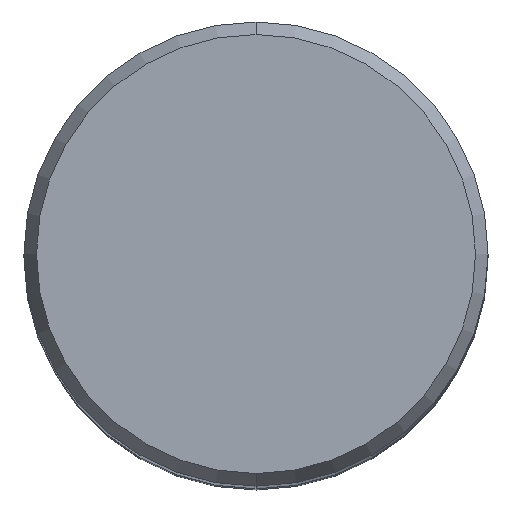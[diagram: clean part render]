
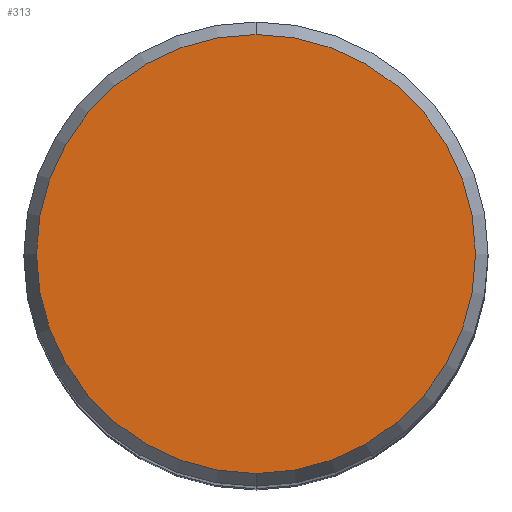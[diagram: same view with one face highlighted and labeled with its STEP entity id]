
A CAD part, top view. The second image highlights one B-rep face of the part: STEP entity #313.
In plain terms, the highlighted planar face has unit normal (0, 0, 1).
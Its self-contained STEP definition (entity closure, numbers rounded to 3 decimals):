
#203=EDGE_CURVE('',#317,#281,#430,.T.);
#281=VERTEX_POINT('',#521);
#313=ADVANCED_FACE('',(#557),#558,.T.);
#317=VERTEX_POINT('',#563);
#327=EDGE_CURVE('',#281,#317,#573,.T.);
#430=CIRCLE('',#693,12.012);
#521=CARTESIAN_POINT('',(0.0,12.012,0.01));
#557=FACE_OUTER_BOUND('',#852,.T.);
#558=PLANE('',#853);
#563=CARTESIAN_POINT('',(0.,-12.012,0.01));
#573=CIRCLE('',#872,12.012);
#693=AXIS2_PLACEMENT_3D('',#968,#969,#970);
#852=EDGE_LOOP('',(#1147,#1148));
#853=AXIS2_PLACEMENT_3D('',#1149,#1150,#1151);
#872=AXIS2_PLACEMENT_3D('',#1164,#1165,#1166);
#968=CARTESIAN_POINT('',(0.0,0.0,0.01));
#969=DIRECTION('',(0.0,0.0,-1.0));
#970=DIRECTION('',(0.0,1.0,0.0));
#1147=ORIENTED_EDGE('',*,*,#327,.F.);
#1148=ORIENTED_EDGE('',*,*,#203,.F.);
#1149=CARTESIAN_POINT('',(0.0,6.006,0.01));
#1150=DIRECTION('',(-0.0,0.0,1.0));
#1151=DIRECTION('',(0.0,-1.0,0.0));
#1164=CARTESIAN_POINT('',(0.0,0.0,0.01));
#1165=DIRECTION('',(0.0,0.0,-1.0));
#1166=DIRECTION('',(0.0,1.0,0.0));
